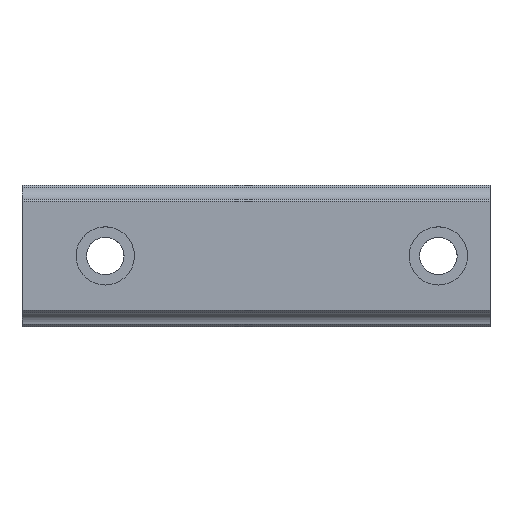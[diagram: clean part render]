
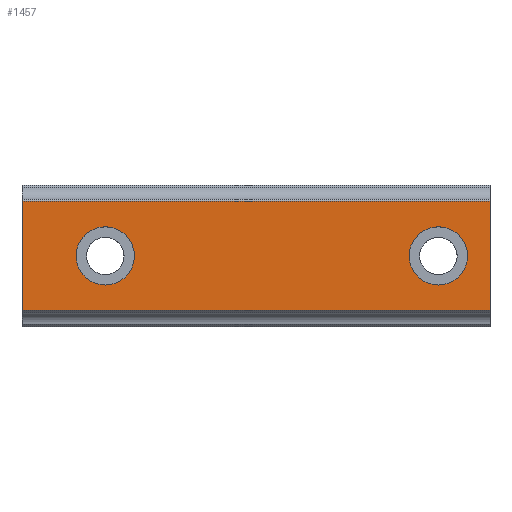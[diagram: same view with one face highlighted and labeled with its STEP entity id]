
A CAD part, top view. The second image highlights one B-rep face of the part: STEP entity #1457.
In plain terms, the highlighted planar face has unit normal (0, 0, 1).
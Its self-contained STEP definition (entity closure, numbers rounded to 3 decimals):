
#1210=CARTESIAN_POINT('POINT87',(92.4,-13.11,
   29.));
#1211=VERTEX_POINT('VERTEX87',#1210);
#1218=CARTESIAN_POINT('POINT88',(-20.,-13.11,
   29.));
#1219=VERTEX_POINT('VERTEX88',#1218);
#1220=CARTESIAN_POINT('POS139',(-20.,-13.11,
   29.));
#1221=DIRECTION('DIR192',(1.,0.,0.));
#1222=VECTOR('VEC86',#1221,1.);
#1223=LINE('STRAIGHT86',#1220,#1222);
#1224=EDGE_CURVE('EDGE128',#1219,#1211,#1223,.T.);
#1257=CARTESIAN_POINT('POINT89',(-20.,13.11,
   29.));
#1258=VERTEX_POINT('VERTEX89',#1257);
#1259=CARTESIAN_POINT('POS142',(-20.,-13.11,
   29.));
#1260=DIRECTION('DIR196',(0.,1.,0.));
#1261=VECTOR('VEC88',#1260,1.);
#1262=LINE('STRAIGHT88',#1259,#1261);
#1263=EDGE_CURVE('EDGE130',#1219,#1258,#1262,.T.);
#1293=CARTESIAN_POINT('POINT90',(92.4,13.11,
   29.));
#1294=VERTEX_POINT('VERTEX90',#1293);
#1303=CARTESIAN_POINT('POS146',(-20.,13.11,
   29.));
#1304=DIRECTION('DIR201',(1.,0.,0.));
#1305=VECTOR('VEC91',#1304,1.);
#1306=LINE('STRAIGHT91',#1303,#1305);
#1307=EDGE_CURVE('EDGE133',#1258,#1294,#1306,.T.);
#1334=CARTESIAN_POINT('POS148',(92.4,-13.11,
   29.));
#1335=DIRECTION('DIR204',(0.,1.,0.));
#1336=VECTOR('VEC92',#1335,1.);
#1337=LINE('STRAIGHT92',#1334,#1336);
#1338=EDGE_CURVE('EDGE134',#1211,#1294,#1337,.T.);
#1362=CARTESIAN_POINT('POINT91',(87.,0.,29.
   ));
#1363=VERTEX_POINT('VERTEX91',#1362);
#1370=CARTESIAN_POINT('POINT92',(73.,0.,
   29.));
#1371=VERTEX_POINT('VERTEX92',#1370);
#1372=CARTESIAN_POINT('POS151',(80.,0.,29.)
   );
#1373=DIRECTION('DIR208',(0.,0.,-1.));
#1374=DIRECTION('DIR209',(1.,0.,0.));
#1375=AXIS2_PLACEMENT_3D('AXIS58',#1372,#1373,#1374);
#1376=CIRCLE('ELLIPSE22',#1375,7.);
#1377=EDGE_CURVE('EDGE136',#1371,#1363,#1376,.T.);
#1397=EDGE_CURVE('EDGE138',#1363,#1371,#1376,.T.);
#1427=ORIENTED_EDGE('COEDGE273',*,*,#1397,.T.);
#1428=ORIENTED_EDGE('COEDGE274',*,*,#1377,.T.);
#1429=EDGE_LOOP('NONE',(#1427,#1428));
#1430=FACE_BOUND('LOOP1',#1429,.T.);
#1431=CARTESIAN_POINT('POINT95',(7.,0.,29.
   ));
#1432=VERTEX_POINT('VERTEX95',#1431);
#1433=CARTESIAN_POINT('POINT96',(-7.,0.,
   29.));
#1434=VERTEX_POINT('VERTEX96',#1433);
#1435=CARTESIAN_POINT('POS156',(0.,0.,29.)
   );
#1436=DIRECTION('DIR217',(0.,0.,-1.));
#1437=DIRECTION('DIR218',(1.,0.,0.));
#1438=AXIS2_PLACEMENT_3D('AXIS62',#1435,#1436,#1437);
#1439=CIRCLE('ELLIPSE24',#1438,7.);
#1440=EDGE_CURVE('EDGE141',#1432,#1434,#1439,.T.);
#1441=ORIENTED_EDGE('COEDGE275',*,*,#1440,.T.);
#1442=EDGE_CURVE('EDGE142',#1434,#1432,#1439,.T.);
#1443=ORIENTED_EDGE('COEDGE276',*,*,#1442,.T.);
#1444=EDGE_LOOP('NONE',(#1441,#1443));
#1445=FACE_BOUND('LOOP1',#1444,.T.);
#1446=ORIENTED_EDGE('COEDGE277',*,*,#1338,.T.);
#1447=ORIENTED_EDGE('COEDGE278',*,*,#1307,.F.);
#1448=ORIENTED_EDGE('COEDGE279',*,*,#1263,.F.);
#1449=ORIENTED_EDGE('COEDGE280',*,*,#1224,.T.);
#1450=EDGE_LOOP('NONE',(#1446,#1447,#1448,#1449));
#1451=FACE_BOUND('LOOP1',#1450,.T.);
#1452=CARTESIAN_POINT('POS157',(-20.,-13.11,
   29.));
#1453=DIRECTION('DIR219',(0.,0.,1.));
#1454=DIRECTION('DIR220',(1.,0.,0.));
#1455=AXIS2_PLACEMENT_3D('AXIS63',#1452,#1453,#1454);
#1456=PLANE('PLANE32',#1455);
#1457=ADVANCED_FACE('FACE48',(#1430,#1445,#1451),#1456,.T.);
